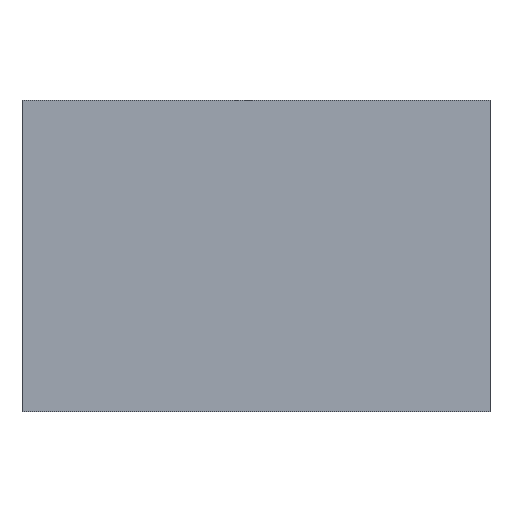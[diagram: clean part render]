
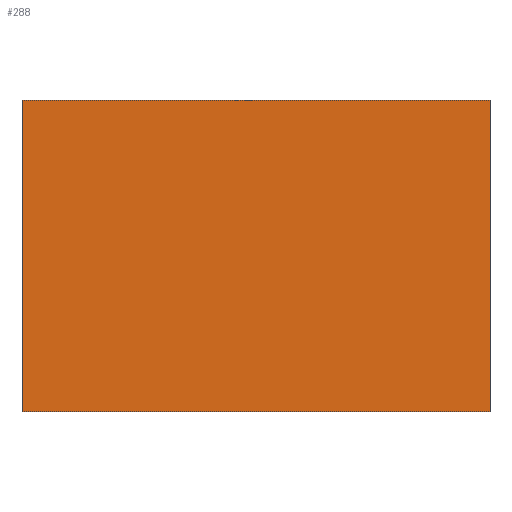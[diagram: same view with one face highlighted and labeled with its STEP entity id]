
A CAD part, front view. The second image highlights one B-rep face of the part: STEP entity #288.
In plain terms, the highlighted planar face has unit normal (0, -1, 0).
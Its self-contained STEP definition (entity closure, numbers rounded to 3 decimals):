
#14=LINE($,#438,#36);
#32=LINE($,#477,#54);
#33=LINE($,#479,#55);
#34=LINE($,#480,#56);
#36=VECTOR($,#362,10.);
#54=VECTOR($,#396,10.);
#55=VECTOR($,#399,15.);
#56=VECTOR($,#400,15.);
#65=PLANE($,#320);
#95=FACE_OUTER_BOUND($,#125,.T.);
#125=EDGE_LOOP($,(#248,#249,#250,#251));
#151=VERTEX_POINT($,#435);
#152=VERTEX_POINT($,#437);
#164=VERTEX_POINT($,#473);
#165=VERTEX_POINT($,#475);
#177=EDGE_CURVE($,#151,#152,#14,.T.);
#197=EDGE_CURVE($,#164,#165,#32,.T.);
#198=EDGE_CURVE($,#151,#164,#33,.T.);
#199=EDGE_CURVE($,#152,#165,#34,.T.);
#248=ORIENTED_EDGE($,*,*,#198,.T.);
#249=ORIENTED_EDGE($,*,*,#197,.T.);
#250=ORIENTED_EDGE($,*,*,#199,.F.);
#251=ORIENTED_EDGE($,*,*,#177,.F.);
#288=ADVANCED_FACE($,(#95),#65,.T.);
#320=AXIS2_PLACEMENT_3D($,#478,#397,#398);
#362=DIRECTION($,(0.,0.,1.));
#396=DIRECTION($,(0.,0.,1.));
#397=DIRECTION('center_axis',(0.,-1.,0.));
#398=DIRECTION('ref_axis',(1.,0.,0.));
#399=DIRECTION($,(1.,0.,0.));
#400=DIRECTION($,(1.,0.,0.));
#435=CARTESIAN_POINT('',(5.529,2.026,0.));
#437=CARTESIAN_POINT('',(5.529,2.026,10.));
#438=CARTESIAN_POINT($,(5.529,2.026,0.));
#473=CARTESIAN_POINT('',(20.529,2.026,0.));
#475=CARTESIAN_POINT('',(20.529,2.026,10.));
#477=CARTESIAN_POINT($,(20.529,2.026,0.));
#478=CARTESIAN_POINT('Origin',(5.529,2.026,0.));
#479=CARTESIAN_POINT($,(5.529,2.026,0.));
#480=CARTESIAN_POINT($,(5.529,2.026,10.));
